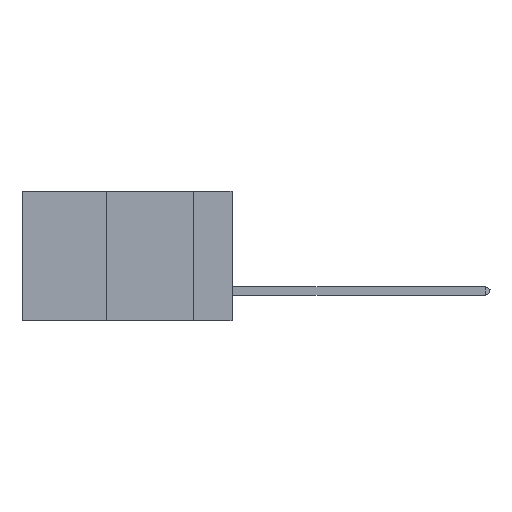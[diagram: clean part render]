
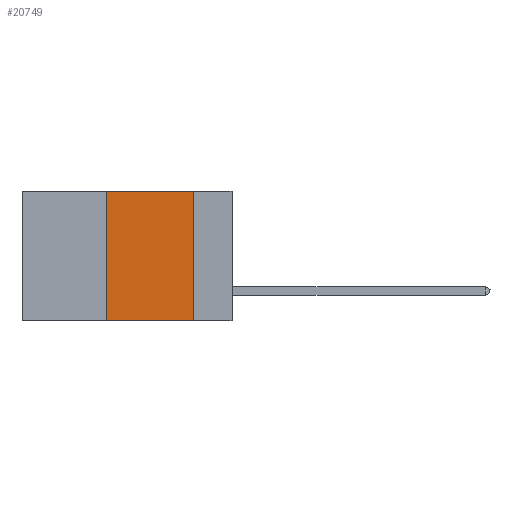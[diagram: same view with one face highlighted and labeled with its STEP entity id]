
A CAD part, left-side view. The second image highlights one B-rep face of the part: STEP entity #20749.
In plain terms, the highlighted planar face has unit normal (-1, 0, 0).
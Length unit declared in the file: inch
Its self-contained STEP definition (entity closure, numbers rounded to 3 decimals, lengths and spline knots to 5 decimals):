
#477 = EDGE_LOOP ( 'NONE', ( #13458, #35157, #2205, #37760 ) ) ;
#1285 = CARTESIAN_POINT ( 'NONE',  ( 0., 0.11, -0.37 ) ) ;
#1885 = CARTESIAN_POINT ( 'NONE',  ( 0., 0.6, 0. ) ) ;
#1938 = EDGE_CURVE ( 'NONE', #3982, #32798, #22465, .T. ) ;
#2205 = ORIENTED_EDGE ( 'NONE', *, *, #1938, .F. ) ;
#3982 = VERTEX_POINT ( 'NONE', #5704 ) ;
#5704 = CARTESIAN_POINT ( 'NONE',  ( 0., 0.36, -0.37 ) ) ;
#9111 = EDGE_CURVE ( 'NONE', #32815, #13673, #25412, .T. ) ;
#9560 = EDGE_CURVE ( 'NONE', #32798, #32815, #29946, .T. ) ;
#12726 = DIRECTION ( 'NONE',  ( 0., 0., -1. ) ) ;
#12789 = VECTOR ( 'NONE', #38701, 39.37008 ) ;
#13458 = ORIENTED_EDGE ( 'NONE', *, *, #9111, .F. ) ;
#13673 = VERTEX_POINT ( 'NONE', #1285 ) ;
#15062 = AXIS2_PLACEMENT_3D ( 'NONE', #1885, #38004, #28121 ) ;
#15186 = VECTOR ( 'NONE', #12726, 39.37008 ) ;
#15248 = CARTESIAN_POINT ( 'NONE',  ( 0., 0.6, -0.37 ) ) ;
#18924 = CARTESIAN_POINT ( 'NONE',  ( 0., 0.36, 0. ) ) ;
#20749 = ADVANCED_FACE ( 'NONE', ( #34965 ), #38313, .F. ) ;
#21666 = CARTESIAN_POINT ( 'NONE',  ( 0., 0.11, 0. ) ) ;
#22048 = VECTOR ( 'NONE', #36627, 39.37008 ) ;
#22465 = LINE ( 'NONE', #18924, #12789 ) ;
#25412 = LINE ( 'NONE', #32443, #15186 ) ;
#25899 = VECTOR ( 'NONE', #41949, 39.37008 ) ;
#27522 = EDGE_CURVE ( 'NONE', #3982, #13673, #30718, .T. ) ;
#28121 = DIRECTION ( 'NONE',  ( 0., 0., -1. ) ) ;
#28655 = CARTESIAN_POINT ( 'NONE',  ( 0., 0.6, 0. ) ) ;
#29946 = LINE ( 'NONE', #28655, #25899 ) ;
#30718 = LINE ( 'NONE', #15248, #22048 ) ;
#30819 = CARTESIAN_POINT ( 'NONE',  ( 0., 0.36, 0. ) ) ;
#32443 = CARTESIAN_POINT ( 'NONE',  ( 0., 0.11, 0. ) ) ;
#32798 = VERTEX_POINT ( 'NONE', #30819 ) ;
#32815 = VERTEX_POINT ( 'NONE', #21666 ) ;
#34965 = FACE_OUTER_BOUND ( 'NONE', #477, .T. ) ;
#35157 = ORIENTED_EDGE ( 'NONE', *, *, #9560, .F. ) ;
#36627 = DIRECTION ( 'NONE',  ( 0., -1., 0. ) ) ;
#37760 = ORIENTED_EDGE ( 'NONE', *, *, #27522, .T. ) ;
#38004 = DIRECTION ( 'NONE',  ( 1., 0., 0. ) ) ;
#38313 = PLANE ( 'NONE',  #15062 ) ;
#38701 = DIRECTION ( 'NONE',  ( 0., 0., 1. ) ) ;
#41949 = DIRECTION ( 'NONE',  ( 0., -1., 0. ) ) ;
